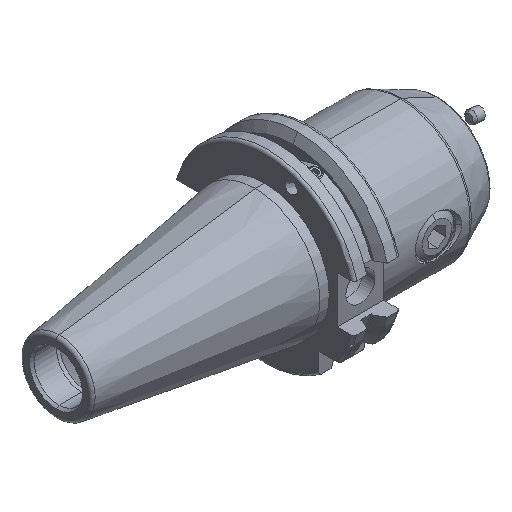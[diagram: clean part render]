
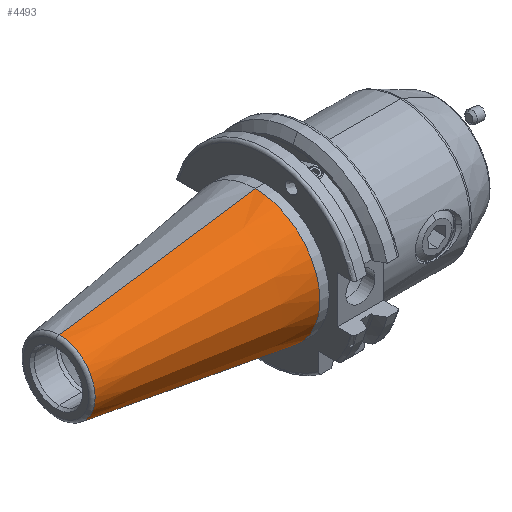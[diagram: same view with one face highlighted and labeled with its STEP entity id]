
A CAD part, isometric view. The second image highlights one B-rep face of the part: STEP entity #4493.
In plain terms, the highlighted conical face has half-angle 8.297 degrees and reference radius 22.225 mm.
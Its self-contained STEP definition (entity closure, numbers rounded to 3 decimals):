
#2254 = VECTOR ( 'NONE', #2324, 1000. ) ;
#2261 = CONICAL_SURFACE ( 'NONE', #2349, 22.225, 0.145 ) ;
#2262 = CARTESIAN_POINT ( 'NONE',  ( -67.373, 0., 12.4 ) ) ;
#2278 = CARTESIAN_POINT ( 'NONE',  ( 0., 0., 0. ) ) ;
#2290 = DIRECTION ( 'NONE',  ( 0., 0., 1. ) ) ;
#2291 = DIRECTION ( 'NONE',  ( 1., 0., 0. ) ) ;
#2298 = CARTESIAN_POINT ( 'NONE',  ( -67.373, 0., 0. ) ) ;
#2299 = AXIS2_PLACEMENT_3D ( 'NONE', #2298, #2335, #2334 ) ;
#2300 = CIRCLE ( 'NONE', #2299, 12.4 ) ;
#2324 = DIRECTION ( 'NONE',  ( 0.99, 0., -0.144 ) ) ;
#2325 = CARTESIAN_POINT ( 'NONE',  ( 0., 0., -22.225 ) ) ;
#2326 = LINE ( 'NONE', #2325, #2254 ) ;
#2334 = DIRECTION ( 'NONE',  ( 0., 0., -1. ) ) ;
#2335 = DIRECTION ( 'NONE',  ( -1., 0., 0. ) ) ;
#2348 = CARTESIAN_POINT ( 'NONE',  ( -67.373, 0., -12.4 ) ) ;
#2349 = AXIS2_PLACEMENT_3D ( 'NONE', #2278, #2291, #2290 ) ;
#2350 = FACE_OUTER_BOUND ( 'NONE', #4494, .T. ) ;
#2352 = CARTESIAN_POINT ( 'NONE',  ( 0., 0., -22.225 ) ) ;
#2468 = DIRECTION ( 'NONE',  ( 0.99, 0., 0.144 ) ) ;
#2469 = VECTOR ( 'NONE', #2468, 1000. ) ;
#2470 = CARTESIAN_POINT ( 'NONE',  ( 0., 0., 22.225 ) ) ;
#2471 = LINE ( 'NONE', #2470, #2469 ) ;
#2477 = DIRECTION ( 'NONE',  ( 0., 0., -1. ) ) ;
#2478 = DIRECTION ( 'NONE',  ( -1., 0., 0. ) ) ;
#2479 = CARTESIAN_POINT ( 'NONE',  ( 0., 0., 0. ) ) ;
#2480 = AXIS2_PLACEMENT_3D ( 'NONE', #2479, #2478, #2477 ) ;
#2481 = CIRCLE ( 'NONE', #2480, 22.225 ) ;
#2490 = CARTESIAN_POINT ( 'NONE',  ( 0., 0., 22.225 ) ) ;
#4442 = ORIENTED_EDGE ( 'NONE', *, *, #4582, .T. ) ;
#4487 = EDGE_CURVE ( 'NONE', #4490, #4488, #2326, .T. ) ;
#4488 = VERTEX_POINT ( 'NONE', #2352 ) ;
#4490 = VERTEX_POINT ( 'NONE', #2348 ) ;
#4493 = ADVANCED_FACE ( 'NONE', ( #2350 ), #2261, .T. ) ;
#4494 = EDGE_LOOP ( 'NONE', ( #4496, #4505, #4442, #4551 ) ) ;
#4496 = ORIENTED_EDGE ( 'NONE', *, *, #4502, .F. ) ;
#4497 = VERTEX_POINT ( 'NONE', #2262 ) ;
#4502 = EDGE_CURVE ( 'NONE', #4490, #4497, #2300, .T. ) ;
#4505 = ORIENTED_EDGE ( 'NONE', *, *, #4487, .T. ) ;
#4551 = ORIENTED_EDGE ( 'NONE', *, *, #4587, .F. ) ;
#4570 = VERTEX_POINT ( 'NONE', #2490 ) ;
#4582 = EDGE_CURVE ( 'NONE', #4488, #4570, #2481, .T. ) ;
#4587 = EDGE_CURVE ( 'NONE', #4497, #4570, #2471, .T. ) ;
